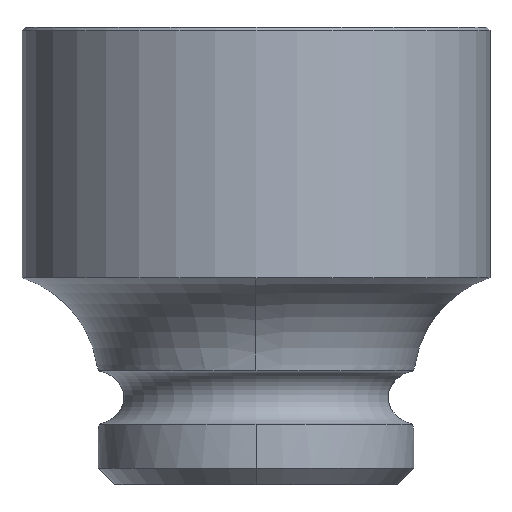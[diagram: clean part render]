
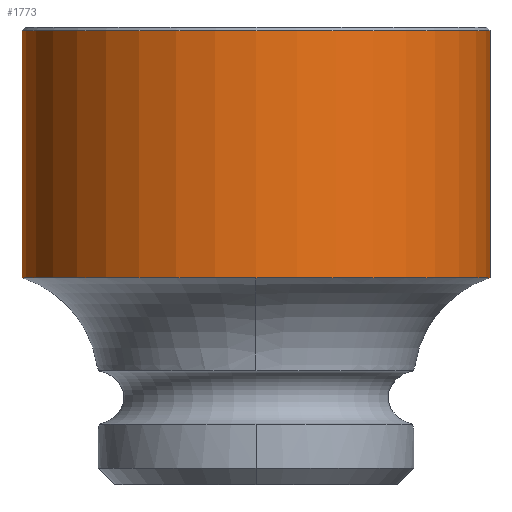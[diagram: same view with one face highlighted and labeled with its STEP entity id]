
A CAD part, left-side view. The second image highlights one B-rep face of the part: STEP entity #1773.
In plain terms, the highlighted cylindrical face has radius 21.5 mm (diameter 43 mm), a partial arc.
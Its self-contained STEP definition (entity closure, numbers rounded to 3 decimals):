
#726=CARTESIAN_POINT('',(0.,0.,41.7));
#727=DIRECTION('',(0.,0.,1.));
#728=DIRECTION('',(0.,1.,0.));
#729=AXIS2_PLACEMENT_3D('',#726,#727,#728);
#731=CARTESIAN_POINT('',(0.,0.,19.));
#732=DIRECTION('',(0.,0.,1.));
#733=DIRECTION('',(-1.,0.,0.));
#734=AXIS2_PLACEMENT_3D('',#731,#732,#733);
#736=CARTESIAN_POINT('',(0.,0.,19.));
#737=DIRECTION('',(0.,0.,1.));
#738=DIRECTION('',(0.,1.,0.));
#739=AXIS2_PLACEMENT_3D('',#736,#737,#738);
#746=DIRECTION('',(0.,0.,1.));
#747=VECTOR('',#746,22.7);
#748=CARTESIAN_POINT('',(0.,21.5,19.));
#749=LINE('',#748,#747);
#750=DIRECTION('',(0.,0.,1.));
#751=VECTOR('',#750,22.7);
#752=CARTESIAN_POINT('',(0.,-21.5,19.));
#753=LINE('',#752,#751);
#1042=CARTESIAN_POINT('',(0.,21.5,19.));
#1043=CARTESIAN_POINT('',(-21.5,0.,19.));
#1044=VERTEX_POINT('',#1042);
#1045=VERTEX_POINT('',#1043);
#1046=CARTESIAN_POINT('',(0.,-21.5,19.));
#1047=VERTEX_POINT('',#1046);
#1077=CARTESIAN_POINT('',(0.,-21.5,41.7));
#1078=CARTESIAN_POINT('',(0.,21.5,41.7));
#1079=VERTEX_POINT('',#1077);
#1080=VERTEX_POINT('',#1078);
#1758=CARTESIAN_POINT('',(0.,0.,17.85));
#1759=DIRECTION('',(0.,0.,1.));
#1760=DIRECTION('',(0.,1.,0.));
#1761=AXIS2_PLACEMENT_3D('',#1758,#1759,#1760);
#1762=CYLINDRICAL_SURFACE('',#1761,21.5);
#1763=ORIENTED_EDGE('',*,*,#1752,.T.);
#1765=ORIENTED_EDGE('',*,*,#1764,.F.);
#1767=ORIENTED_EDGE('',*,*,#1766,.F.);
#1768=ORIENTED_EDGE('',*,*,#1256,.F.);
#1770=ORIENTED_EDGE('',*,*,#1769,.T.);
#1771=EDGE_LOOP('',(#1763,#1765,#1767,#1768,#1770));
#1772=FACE_OUTER_BOUND('',#1771,.F.);
#1773=ADVANCED_FACE('',(#1772),#1762,.T.);
#730=CIRCLE('',#729,21.5);
#735=CIRCLE('',#734,21.5);
#740=CIRCLE('',#739,21.5);
#1256=EDGE_CURVE('',#1044,#1045,#740,.T.);
#1752=EDGE_CURVE('',#1080,#1079,#730,.T.);
#1764=EDGE_CURVE('',#1047,#1079,#753,.T.);
#1766=EDGE_CURVE('',#1045,#1047,#735,.T.);
#1769=EDGE_CURVE('',#1044,#1080,#749,.T.);
